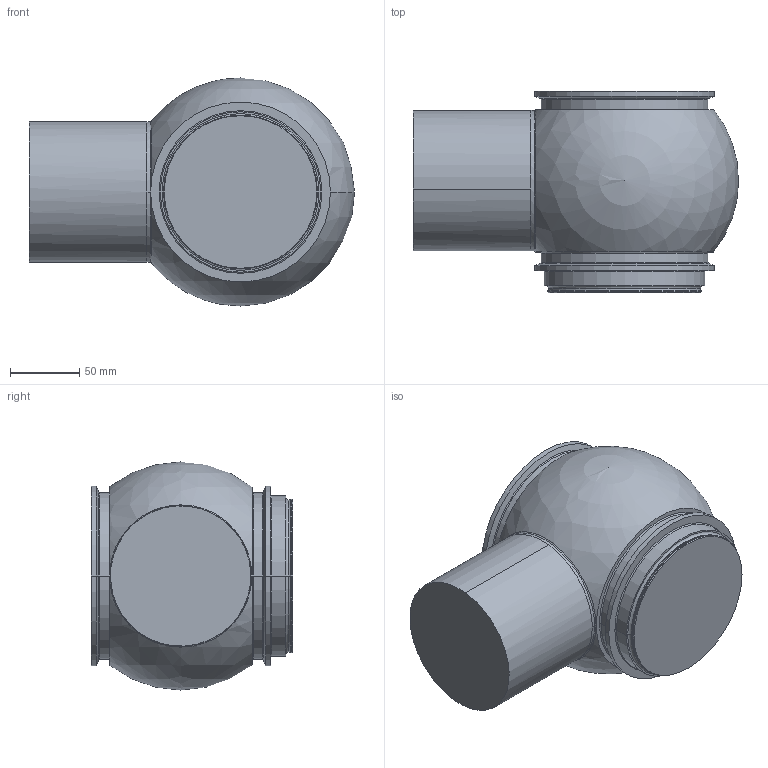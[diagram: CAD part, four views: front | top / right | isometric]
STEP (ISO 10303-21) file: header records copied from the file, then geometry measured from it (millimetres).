
FILE_DESCRIPTION (( 'STEP AP203' ), '1' );
FILE_NAME ('108550.STEP', '2018-04-18T20:02:19', ( '' ), ( '' ), 'SwSTEP 2.0', 'SolidWorks 2014', '' );
FILE_SCHEMA (( 'CONFIG_CONTROL_DESIGN' ));
Length unit declared in the file: inch
Products named in the file (1): 108550
Bounding box: 235.33 x 145.8 x 165.1 mm (x, y, z)
Volume: 3044132.6 mm3; surface area: 128769.9 mm2
Topology: 1 solids, 1 shells, 47 faces, 102 edges, 59 vertices
Faces by surface type: cylinder 18, torus 14, plane 7, cone 6, sphere 2
Entity records: 1329 total; most frequent: DIRECTION 260, CARTESIAN_POINT 209, ORIENTED_EDGE 192, AXIS2_PLACEMENT_3D 118, EDGE_CURVE 96, CIRCLE 70, VERTEX_POINT 55, EDGE_LOOP 51
